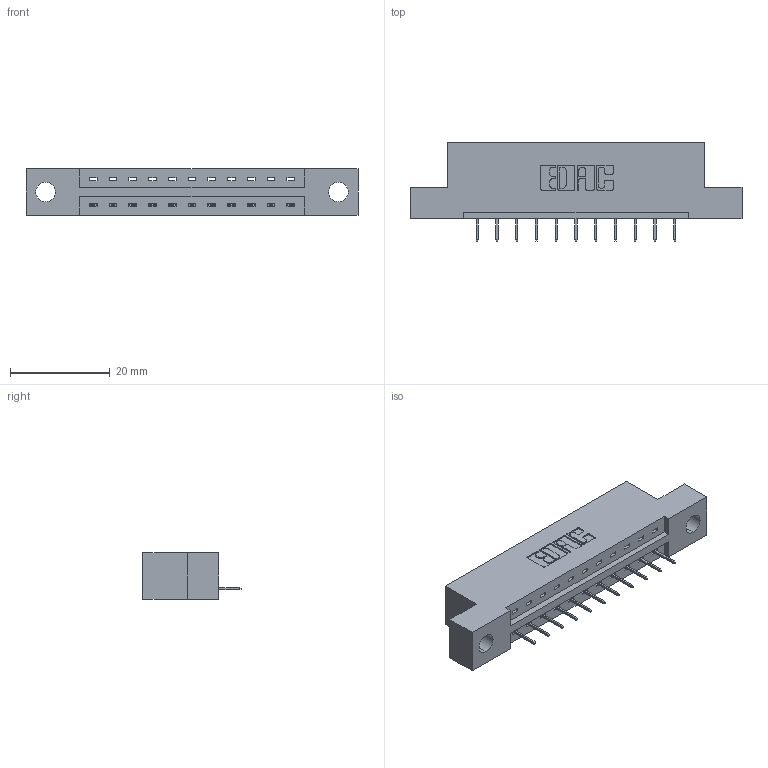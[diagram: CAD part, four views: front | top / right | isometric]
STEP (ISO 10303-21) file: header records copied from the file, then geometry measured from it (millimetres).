
FILE_DESCRIPTION (( 'STEP AP203' ), '1' );
FILE_NAME ('337-011-524-104.STEP', '2018-08-04T01:20:59', ( '' ), ( '' ), 'SwSTEP 2.0', 'SolidWorks 2016', '' );
FILE_SCHEMA (( 'CONFIG_CONTROL_DESIGN' ));
Length unit declared in the file: inch
Products named in the file (3): 337-011-524-104; 337 Part_Flush Mounting Lugs - 0.156 Dia-TH; 345-292-001_345-293-124
Assembly tree (12 placements, depth 2):
  337-011-524-104
    337 Part_Flush Mounting Lugs - 0.156 Dia-TH
    345-292-001_345-293-124  x11
Bounding box: 66.6 x 19.69 x 9.4 mm (x, y, z)
Volume: 6402.6 mm3; surface area: 6086.5 mm2
Topology: 12 solids, 12 shells, 840 faces, 2423 edges, 1570 vertices
Faces by surface type: plane 642, cylinder 198
Entity records: 12263 total; most frequent: CARTESIAN_POINT 2139, ORIENTED_EDGE 2086, DIRECTION 1865, EDGE_CURVE 1043, LINE 919, VECTOR 919, VERTEX_POINT 690, AXIS2_PLACEMENT_3D 473
